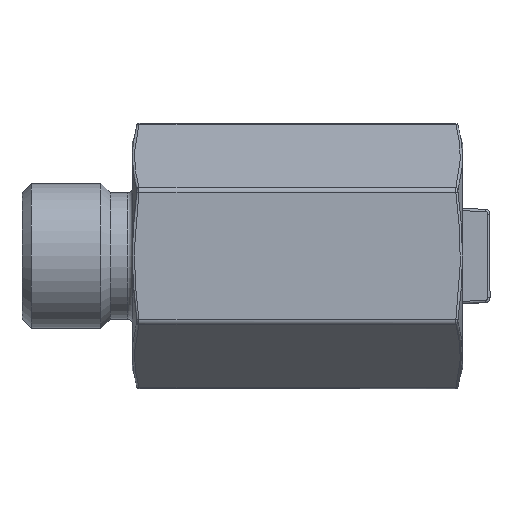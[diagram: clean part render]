
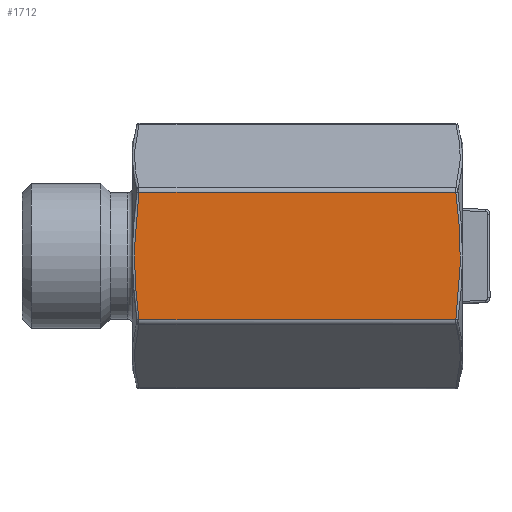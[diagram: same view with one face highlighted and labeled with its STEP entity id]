
A CAD part, front view. The second image highlights one B-rep face of the part: STEP entity #1712.
In plain terms, the highlighted planar face has unit normal (0, -1, 0).
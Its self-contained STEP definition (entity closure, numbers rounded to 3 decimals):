
#1354 = CARTESIAN_POINT ( 'NONE',  ( 20., -10.5, -5.774 ) ) ;
#1378 = LINE ( 'NONE', #1354, #17142 ) ;
#1712 = ADVANCED_FACE ( 'NONE', ( #12519 ), #15679, .F. ) ;
#1821 = CARTESIAN_POINT ( 'NONE',  ( 19.617, -10.5, 3.849 ) ) ;
#2376 = CARTESIAN_POINT ( 'NONE',  ( -9.756, -10.5, -1.925 ) ) ;
#4263 = EDGE_LOOP ( 'NONE', ( #10656, #20249, #11184, #16552 ) ) ;
#5469 = DIRECTION ( 'NONE',  ( 0., 0., 1. ) ) ;
#5856 = CARTESIAN_POINT ( 'NONE',  ( -9.515, -10.5, 4.811 ) ) ;
#5934 = CARTESIAN_POINT ( 'NONE',  ( -9.389, -10.5, -5.774 ) ) ;
#6994 = CARTESIAN_POINT ( 'NONE',  ( 19.515, -10.5, -4.811 ) ) ;
#7246 = AXIS2_PLACEMENT_3D ( 'NONE', #15753, #10439, #5469 ) ;
#7332 = LINE ( 'NONE', #11576, #10255 ) ;
#7388 = EDGE_CURVE ( 'NONE', #17132, #10777, #1378, .T. ) ;
#7473 = CARTESIAN_POINT ( 'NONE',  ( -9.389, -10.5, -5.774 ) ) ;
#8459 = B_SPLINE_CURVE_WITH_KNOTS ( 'NONE', 3,
 ( #19513, #5856, #12470, #21011, #12535, #2376, #14235, #17714, #7473 ),
 .UNSPECIFIED., .F., .F.,
 ( 4, 2, 1, 2, 4 ),
 ( 0., 0.003, 0.006, 0.009, 0.012 ),
 .UNSPECIFIED. ) ;
#8647 = B_SPLINE_CURVE_WITH_KNOTS ( 'NONE', 3,
 ( #18499, #6994, #10265, #13683, #18952, #12113, #1821, #8712, #12039 ),
 .UNSPECIFIED., .F., .F.,
 ( 4, 2, 1, 2, 4 ),
 ( 0., 0.003, 0.006, 0.009, 0.012 ),
 .UNSPECIFIED. ) ;
#8703 = CARTESIAN_POINT ( 'NONE',  ( 19.389, -10.5, 5.774 ) ) ;
#8712 = CARTESIAN_POINT ( 'NONE',  ( 19.515, -10.5, 4.811 ) ) ;
#10039 = DIRECTION ( 'NONE',  ( -1., 0., 0. ) ) ;
#10255 = VECTOR ( 'NONE', #10039, 1000. ) ;
#10265 = CARTESIAN_POINT ( 'NONE',  ( 19.617, -10.5, -3.849 ) ) ;
#10439 = DIRECTION ( 'NONE',  ( 0., 1., 0. ) ) ;
#10656 = ORIENTED_EDGE ( 'NONE', *, *, #7388, .T. ) ;
#10777 = VERTEX_POINT ( 'NONE', #15652 ) ;
#11184 = ORIENTED_EDGE ( 'NONE', *, *, #12075, .T. ) ;
#11576 = CARTESIAN_POINT ( 'NONE',  ( 20., -10.5, 5.774 ) ) ;
#12039 = CARTESIAN_POINT ( 'NONE',  ( 19.389, -10.5, 5.774 ) ) ;
#12075 = EDGE_CURVE ( 'NONE', #15568, #19614, #7332, .T. ) ;
#12113 = CARTESIAN_POINT ( 'NONE',  ( 19.756, -10.5, 1.925 ) ) ;
#12470 = CARTESIAN_POINT ( 'NONE',  ( -9.617, -10.5, 3.849 ) ) ;
#12519 = FACE_OUTER_BOUND ( 'NONE', #4263, .T. ) ;
#12535 = CARTESIAN_POINT ( 'NONE',  ( -9.83, -10.5, 0. ) ) ;
#13683 = CARTESIAN_POINT ( 'NONE',  ( 19.756, -10.5, -1.925 ) ) ;
#14235 = CARTESIAN_POINT ( 'NONE',  ( -9.617, -10.5, -3.849 ) ) ;
#15265 = CARTESIAN_POINT ( 'NONE',  ( -9.389, -10.5, 5.774 ) ) ;
#15568 = VERTEX_POINT ( 'NONE', #8703 ) ;
#15652 = CARTESIAN_POINT ( 'NONE',  ( 19.389, -10.5, -5.774 ) ) ;
#15679 = PLANE ( 'NONE',  #7246 ) ;
#15753 = CARTESIAN_POINT ( 'NONE',  ( 20., -10.5, 6.062 ) ) ;
#16552 = ORIENTED_EDGE ( 'NONE', *, *, #21929, .T. ) ;
#16564 = EDGE_CURVE ( 'NONE', #10777, #15568, #8647, .T. ) ;
#17132 = VERTEX_POINT ( 'NONE', #5934 ) ;
#17142 = VECTOR ( 'NONE', #21558, 1000. ) ;
#17714 = CARTESIAN_POINT ( 'NONE',  ( -9.515, -10.5, -4.811 ) ) ;
#18499 = CARTESIAN_POINT ( 'NONE',  ( 19.389, -10.5, -5.774 ) ) ;
#18952 = CARTESIAN_POINT ( 'NONE',  ( 19.83, -10.5, 0. ) ) ;
#19513 = CARTESIAN_POINT ( 'NONE',  ( -9.389, -10.5, 5.774 ) ) ;
#19614 = VERTEX_POINT ( 'NONE', #15265 ) ;
#20249 = ORIENTED_EDGE ( 'NONE', *, *, #16564, .T. ) ;
#21011 = CARTESIAN_POINT ( 'NONE',  ( -9.756, -10.5, 1.925 ) ) ;
#21558 = DIRECTION ( 'NONE',  ( 1., 0., 0. ) ) ;
#21929 = EDGE_CURVE ( 'NONE', #19614, #17132, #8459, .T. ) ;
